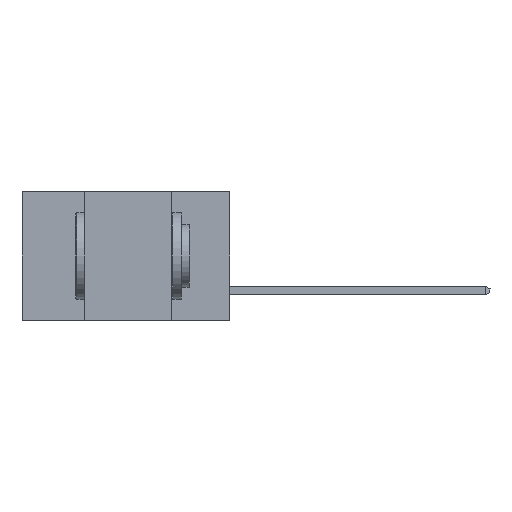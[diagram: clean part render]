
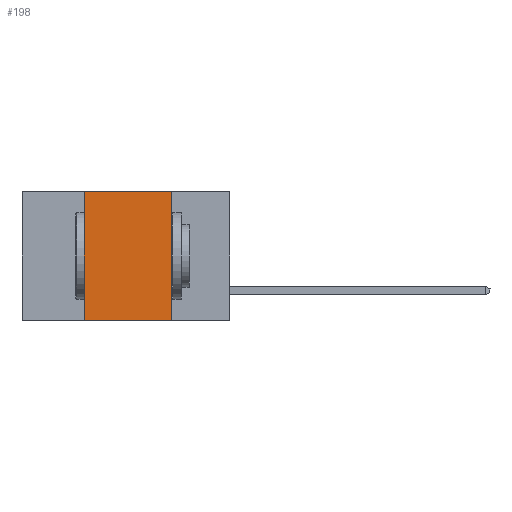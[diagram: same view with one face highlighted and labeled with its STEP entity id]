
A CAD part, left-side view. The second image highlights one B-rep face of the part: STEP entity #198.
In plain terms, the highlighted planar face has unit normal (-1, 0, 0).
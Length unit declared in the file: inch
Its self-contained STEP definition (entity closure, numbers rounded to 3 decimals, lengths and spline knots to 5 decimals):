
#198 = ADVANCED_FACE ( 'NONE', ( #21480 ), #11773, .F. ) ;
#615 = LINE ( 'NONE', #12209, #19770 ) ;
#1086 = EDGE_LOOP ( 'NONE', ( #15121, #10519, #21244, #9822 ) ) ;
#4590 = VERTEX_POINT ( 'NONE', #16580 ) ;
#5314 = VERTEX_POINT ( 'NONE', #17872 ) ;
#5839 = LINE ( 'NONE', #15610, #8028 ) ;
#6515 = DIRECTION ( 'NONE',  ( 1., 0., 0. ) ) ;
#6779 = VECTOR ( 'NONE', #18621, 39.37008 ) ;
#8028 = VECTOR ( 'NONE', #20674, 39.37008 ) ;
#8805 = CARTESIAN_POINT ( 'NONE',  ( 0., 0.17, 0. ) ) ;
#8871 = LINE ( 'NONE', #12036, #14135 ) ;
#9702 = CARTESIAN_POINT ( 'NONE',  ( 0., 0.17, -0.37 ) ) ;
#9822 = ORIENTED_EDGE ( 'NONE', *, *, #14627, .T. ) ;
#10039 = AXIS2_PLACEMENT_3D ( 'NONE', #13002, #6515, #16612 ) ;
#10519 = ORIENTED_EDGE ( 'NONE', *, *, #13831, .F. ) ;
#11773 = PLANE ( 'NONE',  #10039 ) ;
#12036 = CARTESIAN_POINT ( 'NONE',  ( 0., 0.6, 0. ) ) ;
#12209 = CARTESIAN_POINT ( 'NONE',  ( 0., 0.6, -0.37 ) ) ;
#12264 = DIRECTION ( 'NONE',  ( 0., -1., 0. ) ) ;
#13002 = CARTESIAN_POINT ( 'NONE',  ( 0., 0.6, 0. ) ) ;
#13831 = EDGE_CURVE ( 'NONE', #5314, #21519, #8871, .T. ) ;
#13859 = DIRECTION ( 'NONE',  ( 0., -1., 0. ) ) ;
#14068 = EDGE_CURVE ( 'NONE', #4590, #5314, #20153, .T. ) ;
#14135 = VECTOR ( 'NONE', #12264, 39.37008 ) ;
#14627 = EDGE_CURVE ( 'NONE', #4590, #17072, #615, .T. ) ;
#15121 = ORIENTED_EDGE ( 'NONE', *, *, #21626, .F. ) ;
#15610 = CARTESIAN_POINT ( 'NONE',  ( 0., 0.17, -0.37 ) ) ;
#16580 = CARTESIAN_POINT ( 'NONE',  ( 0., 0.42, -0.37 ) ) ;
#16612 = DIRECTION ( 'NONE',  ( 0., 0., -1. ) ) ;
#17072 = VERTEX_POINT ( 'NONE', #9702 ) ;
#17872 = CARTESIAN_POINT ( 'NONE',  ( 0., 0.42, 0. ) ) ;
#18621 = DIRECTION ( 'NONE',  ( 0., 0., 1. ) ) ;
#19770 = VECTOR ( 'NONE', #13859, 39.37008 ) ;
#20045 = CARTESIAN_POINT ( 'NONE',  ( 0., 0.42, -0.37 ) ) ;
#20153 = LINE ( 'NONE', #20045, #6779 ) ;
#20674 = DIRECTION ( 'NONE',  ( 0., 0., -1. ) ) ;
#21244 = ORIENTED_EDGE ( 'NONE', *, *, #14068, .F. ) ;
#21480 = FACE_OUTER_BOUND ( 'NONE', #1086, .T. ) ;
#21519 = VERTEX_POINT ( 'NONE', #8805 ) ;
#21626 = EDGE_CURVE ( 'NONE', #21519, #17072, #5839, .T. ) ;
